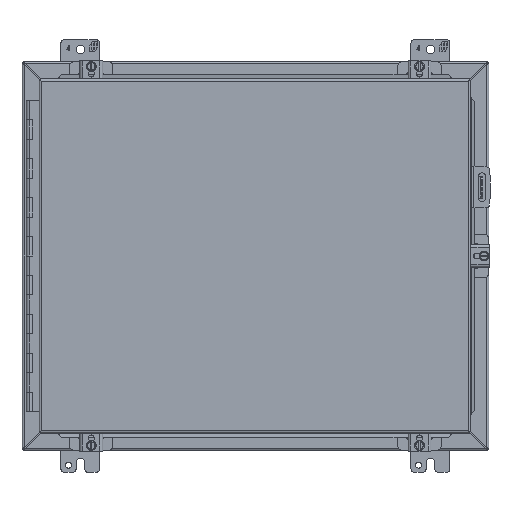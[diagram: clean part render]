
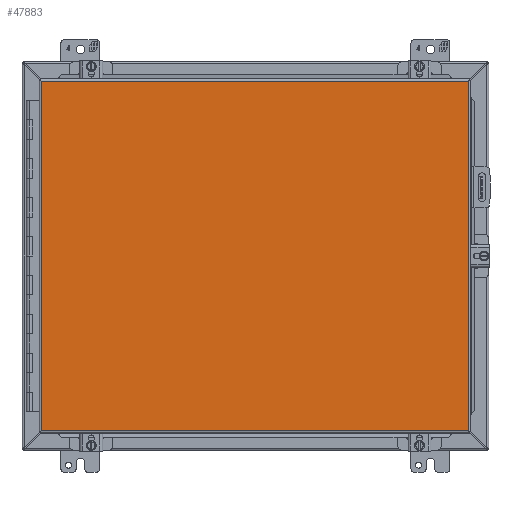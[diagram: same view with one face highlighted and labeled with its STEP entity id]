
A CAD part, front view. The second image highlights one B-rep face of the part: STEP entity #47883.
In plain terms, the highlighted planar face has unit normal (0, -1, 0).
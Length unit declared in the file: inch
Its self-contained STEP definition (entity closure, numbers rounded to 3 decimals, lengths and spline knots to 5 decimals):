
#317 = DIRECTION ( 'NONE',  ( -1., 0., 0. ) ) ;
#849 = DIRECTION ( 'NONE',  ( 0., 0., -1. ) ) ;
#1197 = VECTOR ( 'NONE', #42232, 39.37008 ) ;
#2294 = ORIENTED_EDGE ( 'NONE', *, *, #22537, .F. ) ;
#3094 = PLANE ( 'NONE',  #21490 ) ;
#3687 = VERTEX_POINT ( 'NONE', #25904 ) ;
#5140 = LINE ( 'NONE', #45464, #1197 ) ;
#8720 = VERTEX_POINT ( 'NONE', #48252 ) ;
#8878 = VECTOR ( 'NONE', #849, 39.37008 ) ;
#13137 = CARTESIAN_POINT ( 'NONE',  ( 10.955, -9.21, -8.9945 ) ) ;
#15444 = VECTOR ( 'NONE', #317, 39.37008 ) ;
#15895 = FACE_OUTER_BOUND ( 'NONE', #49759, .T. ) ;
#16030 = VERTEX_POINT ( 'NONE', #52763 ) ;
#19625 = DIRECTION ( 'NONE',  ( 0., -1., 0. ) ) ;
#19669 = EDGE_CURVE ( 'NONE', #3687, #25538, #31526, .T. ) ;
#21490 = AXIS2_PLACEMENT_3D ( 'NONE', #51890, #19625, #40148 ) ;
#22537 = EDGE_CURVE ( 'NONE', #25538, #16030, #5140, .T. ) ;
#23468 = EDGE_CURVE ( 'NONE', #8720, #3687, #45108, .T. ) ;
#25538 = VERTEX_POINT ( 'NONE', #40143 ) ;
#25904 = CARTESIAN_POINT ( 'NONE',  ( -11.017, -9.21, -8.9945 ) ) ;
#26567 = ORIENTED_EDGE ( 'NONE', *, *, #39835, .F. ) ;
#27524 = DIRECTION ( 'NONE',  ( 0., 0., 1. ) ) ;
#31526 = LINE ( 'NONE', #32055, #49659 ) ;
#32055 = CARTESIAN_POINT ( 'NONE',  ( -11.017, -9.21, -8.9945 ) ) ;
#33913 = ORIENTED_EDGE ( 'NONE', *, *, #23468, .F. ) ;
#36592 = CARTESIAN_POINT ( 'NONE',  ( 10.955, -9.21, 8.9945 ) ) ;
#37389 = LINE ( 'NONE', #36592, #8878 ) ;
#39715 = ORIENTED_EDGE ( 'NONE', *, *, #19669, .F. ) ;
#39835 = EDGE_CURVE ( 'NONE', #16030, #8720, #37389, .T. ) ;
#40143 = CARTESIAN_POINT ( 'NONE',  ( -11.017, -9.21, 8.9945 ) ) ;
#40148 = DIRECTION ( 'NONE',  ( 0., 0., -1. ) ) ;
#42232 = DIRECTION ( 'NONE',  ( 1., 0., 0. ) ) ;
#45108 = LINE ( 'NONE', #13137, #15444 ) ;
#45464 = CARTESIAN_POINT ( 'NONE',  ( -11.017, -9.21, 8.9945 ) ) ;
#47883 = ADVANCED_FACE ( 'NONE', ( #15895 ), #3094, .T. ) ;
#48252 = CARTESIAN_POINT ( 'NONE',  ( 10.955, -9.21, -8.9945 ) ) ;
#49659 = VECTOR ( 'NONE', #27524, 39.37008 ) ;
#49759 = EDGE_LOOP ( 'NONE', ( #26567, #2294, #39715, #33913 ) ) ;
#51890 = CARTESIAN_POINT ( 'NONE',  ( -11.017, -9.21, -8.9945 ) ) ;
#52763 = CARTESIAN_POINT ( 'NONE',  ( 10.955, -9.21, 8.9945 ) ) ;
